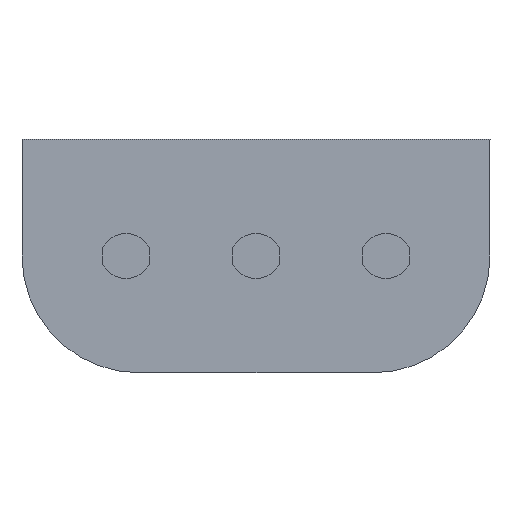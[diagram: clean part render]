
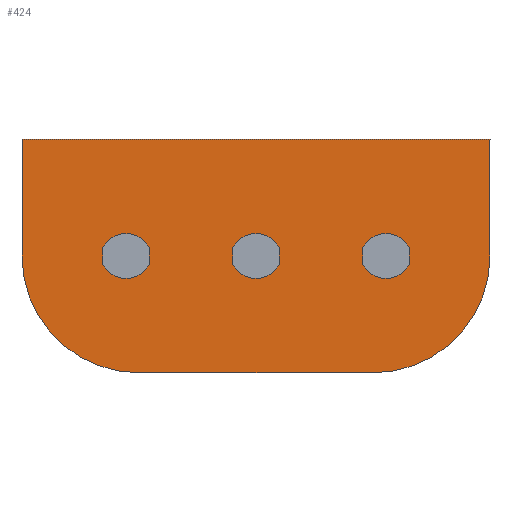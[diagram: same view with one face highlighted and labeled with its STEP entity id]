
A CAD part, left-side view. The second image highlights one B-rep face of the part: STEP entity #424.
In plain terms, the highlighted planar face has unit normal (-1, 0, 0).
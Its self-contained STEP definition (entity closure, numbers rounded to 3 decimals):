
#34=PLANE('',#502);
#52=LINE('',#690,#90);
#56=LINE('',#702,#94);
#59=LINE('',#708,#97);
#62=LINE('',#713,#100);
#90=VECTOR('',#554,1000.);
#94=VECTOR('',#566,1000.);
#97=VECTOR('',#571,1000.);
#100=VECTOR('',#576,1000.);
#150=ORIENTED_EDGE('',*,*,#239,.F.);
#151=ORIENTED_EDGE('',*,*,#255,.F.);
#152=ORIENTED_EDGE('',*,*,#252,.F.);
#153=ORIENTED_EDGE('',*,*,#249,.F.);
#154=ORIENTED_EDGE('',*,*,#246,.F.);
#155=ORIENTED_EDGE('',*,*,#243,.F.);
#239=EDGE_CURVE('',#295,#296,#332,.T.);
#243=EDGE_CURVE('',#296,#299,#52,.T.);
#246=EDGE_CURVE('',#299,#301,#335,.T.);
#249=EDGE_CURVE('',#301,#303,#56,.T.);
#252=EDGE_CURVE('',#303,#305,#59,.T.);
#255=EDGE_CURVE('',#305,#295,#62,.T.);
#295=VERTEX_POINT('',#681);
#296=VERTEX_POINT('',#683);
#299=VERTEX_POINT('',#691);
#301=VERTEX_POINT('',#697);
#303=VERTEX_POINT('',#703);
#305=VERTEX_POINT('',#709);
#332=CIRCLE('',#493,1.14);
#335=CIRCLE('',#498,1.14);
#356=EDGE_LOOP('',(#150,#151,#152,#153,#154,#155));
#386=FACE_BOUND('',#356,.T.);
#424=ADVANCED_FACE('',(#386),#34,.F.);
#493=AXIS2_PLACEMENT_3D('',#682,#546,#547);
#498=AXIS2_PLACEMENT_3D('',#696,#560,#561);
#502=AXIS2_PLACEMENT_3D('',#714,#577,#578);
#546=DIRECTION('',(1.,0.,0.));
#547=DIRECTION('',(0.,-1.,0.));
#554=DIRECTION('',(0.,1.,0.));
#560=DIRECTION('',(1.,0.,0.));
#561=DIRECTION('',(0.,-1.,0.));
#566=DIRECTION('',(0.,0.,1.));
#571=DIRECTION('',(0.,-1.,0.));
#576=DIRECTION('',(0.,0.,-1.));
#577=DIRECTION('',(1.,0.,0.));
#578=DIRECTION('',(0.,1.,0.));
#681=CARTESIAN_POINT('',(-3.9,-2.285,0.));
#682=CARTESIAN_POINT('',(-3.9,-1.145,0.));
#683=CARTESIAN_POINT('',(-3.9,-1.145,-1.14));
#690=CARTESIAN_POINT('',(-3.9,-1.145,-1.14));
#691=CARTESIAN_POINT('',(-3.9,1.145,-1.14));
#696=CARTESIAN_POINT('',(-3.9,1.145,0.));
#697=CARTESIAN_POINT('',(-3.9,2.285,0.));
#702=CARTESIAN_POINT('',(-3.9,2.285,0.));
#703=CARTESIAN_POINT('',(-3.9,2.285,1.14));
#708=CARTESIAN_POINT('',(-3.9,2.285,1.14));
#709=CARTESIAN_POINT('',(-3.9,-2.285,1.14));
#713=CARTESIAN_POINT('',(-3.9,-2.285,1.14));
#714=CARTESIAN_POINT('',(-3.9,-1.145,0.));
